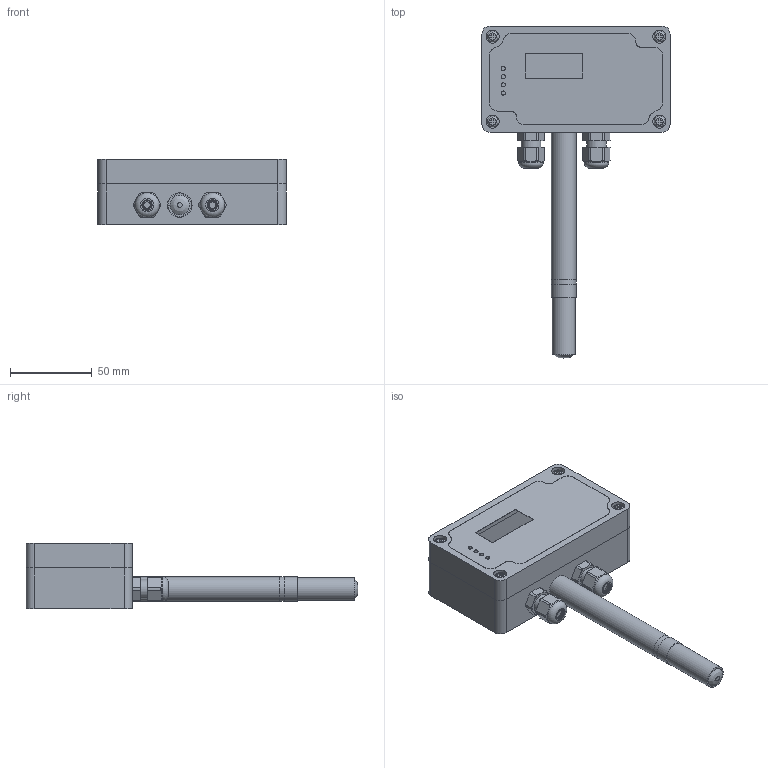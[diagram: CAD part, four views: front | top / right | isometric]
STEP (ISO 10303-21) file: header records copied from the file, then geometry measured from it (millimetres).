
FILE_DESCRIPTION(/* description */ (''),/* implementation_level */ '2;1');
FILE_NAME(/* name */ 'Mi-xxxWAxx.step',/* time_stamp */ '2021-07-20T10:36:25+02:00',/* author */ (''),/* organization */ (''),/* preprocessor_version */ 'ST-DEVELOPER v18.1',/* originating_system */ 'Autodesk Translation Framework v10.9.0.1377',/* authorisation */ '');
FILE_SCHEMA (('AUTOMOTIVE_DESIGN { 1 0 10303 214 3 1 1 }'));
Length unit declared in the file: millimetre
Products named in the file (6): Mi-xxxWAxx; M12_dlawnica; sruba_M4; Tuleja_WA; G1/4_PG7_prostokat; Filtr_R1
Assembly tree (9 placements, depth 3):
  Mi-xxxWAxx
    M12_dlawnica  x2
    sruba_M4  x4
    Tuleja_WA
      G1/4_PG7_prostokat
      Filtr_R1
Bounding box: 115 x 203 x 40 mm (x, y, z)
Volume: 96890.5 mm3; surface area: 79145.3 mm2
Topology: 12 solids, 12 shells, 398 faces, 969 edges, 632 vertices
Faces by surface type: plane 188, cylinder 153, cone 32, torus 16, bspline 9
Full cylindrical faces by diameter (mm): 2.5 x4, 4 x14, 5 x2, 5.5 x2, 6.5 x4, 8 x9, 9.957 x2, 10 x3, 11.08 x4, 11.445 x5, 12 x5, 12.3 x5, 14 x1, 15 x5
Entity records: 13358 total; most frequent: CARTESIAN_POINT 6335, DIRECTION 1443, ORIENTED_EDGE 1396, EDGE_CURVE 698, AXIS2_PLACEMENT_3D 545, VERTEX_POINT 459, LINE 353, VECTOR 353
